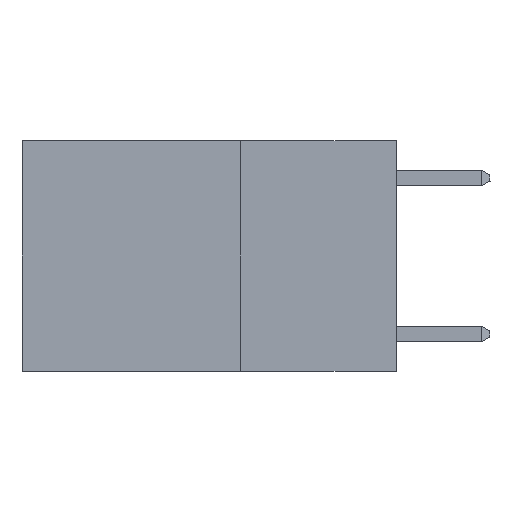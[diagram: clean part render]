
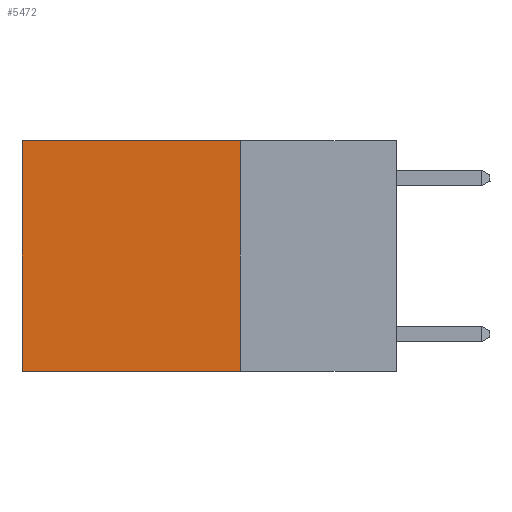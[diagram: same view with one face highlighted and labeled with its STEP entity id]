
A CAD part, left-side view. The second image highlights one B-rep face of the part: STEP entity #5472.
In plain terms, the highlighted planar face has unit normal (-1, 0, 0).
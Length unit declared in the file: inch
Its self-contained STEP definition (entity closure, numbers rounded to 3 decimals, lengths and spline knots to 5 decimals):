
#1246 = VERTEX_POINT ( 'NONE', #2862 ) ;
#1696 = VECTOR ( 'NONE', #11199, 39.37008 ) ;
#2080 = AXIS2_PLACEMENT_3D ( 'NONE', #3392, #12592, #5606 ) ;
#2084 = ORIENTED_EDGE ( 'NONE', *, *, #9092, .F. ) ;
#2514 = VECTOR ( 'NONE', #11950, 39.37008 ) ;
#2862 = CARTESIAN_POINT ( 'NONE',  ( 0.2625, 0.6, 0. ) ) ;
#2886 = EDGE_CURVE ( 'NONE', #11241, #13612, #6190, .T. ) ;
#3058 = ORIENTED_EDGE ( 'NONE', *, *, #4304, .T. ) ;
#3344 = PLANE ( 'NONE',  #2080 ) ;
#3355 = CARTESIAN_POINT ( 'NONE',  ( 0.2625, 0.6, -0.37 ) ) ;
#3392 = CARTESIAN_POINT ( 'NONE',  ( 0.2625, 0.25, 0. ) ) ;
#4077 = CARTESIAN_POINT ( 'NONE',  ( 0.2625, 0.6, 0. ) ) ;
#4304 = EDGE_CURVE ( 'NONE', #11241, #1246, #8469, .T. ) ;
#4338 = EDGE_CURVE ( 'NONE', #1246, #4899, #14285, .T. ) ;
#4872 = CARTESIAN_POINT ( 'NONE',  ( 0.2625, 0.25, -0.37 ) ) ;
#4899 = VERTEX_POINT ( 'NONE', #3355 ) ;
#5004 = CARTESIAN_POINT ( 'NONE',  ( 0.2625, 0.25, 0. ) ) ;
#5472 = ADVANCED_FACE ( 'NONE', ( #13486 ), #3344, .F. ) ;
#5606 = DIRECTION ( 'NONE',  ( 0., 0., -1. ) ) ;
#5956 = LINE ( 'NONE', #4872, #12136 ) ;
#6190 = LINE ( 'NONE', #8923, #1696 ) ;
#7121 = ORIENTED_EDGE ( 'NONE', *, *, #4338, .T. ) ;
#7387 = CARTESIAN_POINT ( 'NONE',  ( 0.2625, 0.25, 0. ) ) ;
#7740 = VECTOR ( 'NONE', #11026, 39.37008 ) ;
#8469 = LINE ( 'NONE', #7387, #2514 ) ;
#8858 = EDGE_LOOP ( 'NONE', ( #7121, #2084, #11075, #3058 ) ) ;
#8923 = CARTESIAN_POINT ( 'NONE',  ( 0.2625, 0.25, 0. ) ) ;
#9092 = EDGE_CURVE ( 'NONE', #13612, #4899, #5956, .T. ) ;
#9961 = DIRECTION ( 'NONE',  ( 0., 1., 0. ) ) ;
#11026 = DIRECTION ( 'NONE',  ( 0., 0., -1. ) ) ;
#11075 = ORIENTED_EDGE ( 'NONE', *, *, #2886, .F. ) ;
#11199 = DIRECTION ( 'NONE',  ( 0., 0., -1. ) ) ;
#11241 = VERTEX_POINT ( 'NONE', #5004 ) ;
#11950 = DIRECTION ( 'NONE',  ( 0., 1., 0. ) ) ;
#12136 = VECTOR ( 'NONE', #9961, 39.37008 ) ;
#12592 = DIRECTION ( 'NONE',  ( 1., 0., 0. ) ) ;
#13479 = CARTESIAN_POINT ( 'NONE',  ( 0.2625, 0.25, -0.37 ) ) ;
#13486 = FACE_OUTER_BOUND ( 'NONE', #8858, .T. ) ;
#13612 = VERTEX_POINT ( 'NONE', #13479 ) ;
#14285 = LINE ( 'NONE', #4077, #7740 ) ;
